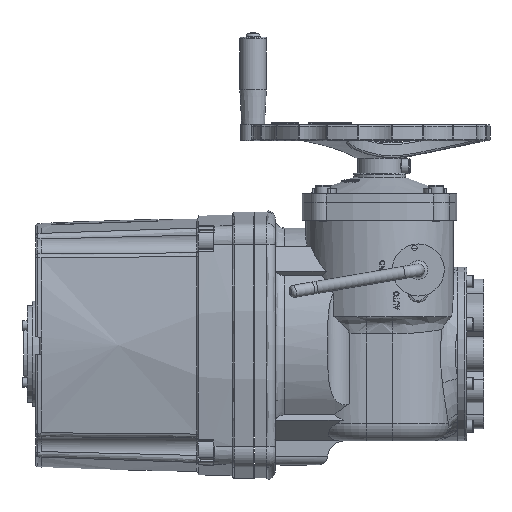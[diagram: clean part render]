
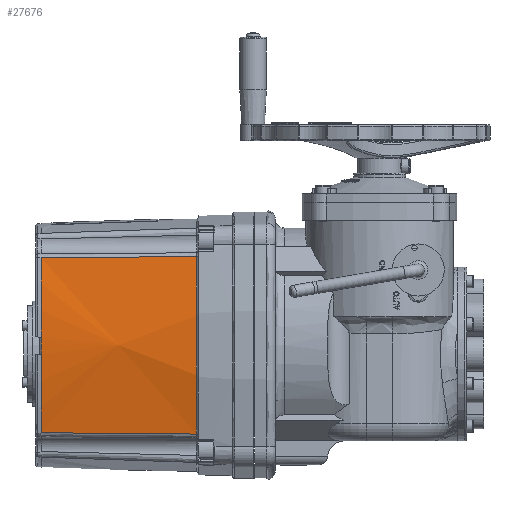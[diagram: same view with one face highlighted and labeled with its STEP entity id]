
A CAD part, left-side view. The second image highlights one B-rep face of the part: STEP entity #27676.
In plain terms, the highlighted conical face has half-angle 2 degrees and reference radius 228.614 mm.
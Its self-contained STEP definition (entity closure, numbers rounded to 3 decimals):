
#471=B_SPLINE_CURVE_WITH_KNOTS('',3,(#41995,#41996,#41997,#41998),
 .UNSPECIFIED.,.F.,.F.,(4,4),(-9.335,-0.386),
 .UNSPECIFIED.);
#472=B_SPLINE_CURVE_WITH_KNOTS('',3,(#42005,#42006,#42007,#42008),
 .UNSPECIFIED.,.F.,.F.,(4,4),(-9.249,-0.3),
 .UNSPECIFIED.);
#2486=CONICAL_SURFACE('',#29727,228.614,0.035);
#2679=FACE_OUTER_BOUND('',#4349,.T.);
#4349=EDGE_LOOP('',(#17881,#17882,#17883,#17884,#17885,#17886));
#6298=CIRCLE('',#29711,228.58);
#6310=CIRCLE('',#29728,225.457);
#6311=CIRCLE('',#29729,225.457);
#6312=CIRCLE('',#29730,225.457);
#10883=VERTEX_POINT('',#41815);
#10884=VERTEX_POINT('',#41824);
#10892=VERTEX_POINT('',#41994);
#10893=VERTEX_POINT('',#41999);
#10894=VERTEX_POINT('',#42001);
#10895=VERTEX_POINT('',#42003);
#13563=EDGE_CURVE('',#10883,#10884,#6298,.T.);
#13579=EDGE_CURVE('',#10892,#10883,#471,.T.);
#13580=EDGE_CURVE('',#10892,#10893,#6310,.T.);
#13581=EDGE_CURVE('',#10893,#10894,#6311,.T.);
#13582=EDGE_CURVE('',#10894,#10895,#6312,.T.);
#13583=EDGE_CURVE('',#10884,#10895,#472,.T.);
#17881=ORIENTED_EDGE('',*,*,#13563,.F.);
#17882=ORIENTED_EDGE('',*,*,#13579,.F.);
#17883=ORIENTED_EDGE('',*,*,#13580,.T.);
#17884=ORIENTED_EDGE('',*,*,#13581,.T.);
#17885=ORIENTED_EDGE('',*,*,#13582,.T.);
#17886=ORIENTED_EDGE('',*,*,#13583,.F.);
#27676=ADVANCED_FACE('',(#2679),#2486,.T.);
#29711=AXIS2_PLACEMENT_3D('',#41826,#32965,#32966);
#29727=AXIS2_PLACEMENT_3D('',#41993,#32997,#32998);
#29728=AXIS2_PLACEMENT_3D('',#42000,#32999,#33000);
#29729=AXIS2_PLACEMENT_3D('',#42002,#33001,#33002);
#29730=AXIS2_PLACEMENT_3D('',#42004,#33003,#33004);
#32965=DIRECTION('center_axis',(0.,-1.,0.));
#32966=DIRECTION('ref_axis',(0.,0.,1.));
#32997=DIRECTION('center_axis',(0.,-1.,0.));
#32998=DIRECTION('ref_axis',(-0.254,0.,0.967));
#32999=DIRECTION('center_axis',(0.,-1.,0.));
#33000=DIRECTION('ref_axis',(-0.254,0.,0.967));
#33001=DIRECTION('center_axis',(0.,-1.,0.));
#33002=DIRECTION('ref_axis',(-0.254,0.,0.967));
#33003=DIRECTION('center_axis',(0.,-1.,0.));
#33004=DIRECTION('ref_axis',(-0.254,0.,0.967));
#41815=CARTESIAN_POINT('',(56.118,155.565,77.479));
#41824=CARTESIAN_POINT('',(-46.118,155.565,77.479));
#41826=CARTESIAN_POINT('Origin',(5.,155.565,-145.313));
#41993=CARTESIAN_POINT('Origin',(5.,154.6,-145.313));
#41994=CARTESIAN_POINT('',(55.353,245.,74.45));
#41995=CARTESIAN_POINT('Ctrl Pts',(55.353,245.,74.45));
#41996=CARTESIAN_POINT('Ctrl Pts',(55.458,215.189,75.494));
#41997=CARTESIAN_POINT('Ctrl Pts',(55.712,185.376,76.504));
#41998=CARTESIAN_POINT('Ctrl Pts',(56.118,155.565,77.479));
#41999=CARTESIAN_POINT('',(9.682,245.,80.096));
#42000=CARTESIAN_POINT('Origin',(5.,245.,-145.313));
#42001=CARTESIAN_POINT('',(-0.318,245.,80.082));
#42002=CARTESIAN_POINT('Origin',(5.,245.,-145.313));
#42003=CARTESIAN_POINT('',(-45.353,245.,74.45));
#42004=CARTESIAN_POINT('Origin',(5.,245.,-145.313));
#42005=CARTESIAN_POINT('Ctrl Pts',(-46.118,155.565,77.479));
#42006=CARTESIAN_POINT('Ctrl Pts',(-45.712,185.376,76.504));
#42007=CARTESIAN_POINT('Ctrl Pts',(-45.458,215.189,75.494));
#42008=CARTESIAN_POINT('Ctrl Pts',(-45.353,245.,74.45));
